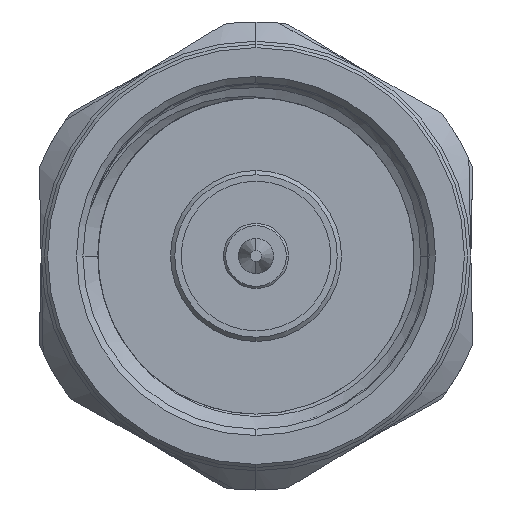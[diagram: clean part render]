
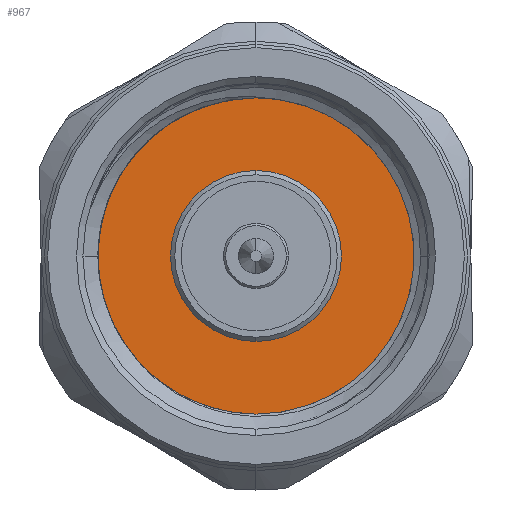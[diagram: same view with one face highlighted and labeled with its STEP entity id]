
A CAD part, left-side view. The second image highlights one B-rep face of the part: STEP entity #967.
In plain terms, the highlighted face is planar.
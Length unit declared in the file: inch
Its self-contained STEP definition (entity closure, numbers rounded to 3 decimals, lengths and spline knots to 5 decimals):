
#415 = DIRECTION ( 'NONE',  ( 0., 1., 0. ) ) ;
#481 = CARTESIAN_POINT ( 'NONE',  ( 0., -0.36417, 0. ) ) ;
#502 = AXIS2_PLACEMENT_3D ( 'NONE', #3214, #415, #3880 ) ;
#749 = ORIENTED_EDGE ( 'NONE', *, *, #2203, .F. ) ;
#811 = VERTEX_POINT ( 'NONE', #3063 ) ;
#888 = DIRECTION ( 'NONE',  ( 0., -1., 0. ) ) ;
#967 = ADVANCED_FACE ( 'NONE', ( #1586, #3483 ), #3139, .T. ) ;
#989 = CARTESIAN_POINT ( 'NONE',  ( 0., -0.36417, 0. ) ) ;
#1071 = AXIS2_PLACEMENT_3D ( 'NONE', #989, #1829, #3385 ) ;
#1155 = CIRCLE ( 'NONE', #1071, 0.30315 ) ;
#1197 = CARTESIAN_POINT ( 'NONE',  ( 0., -0.36417, -0.30315 ) ) ;
#1240 = CIRCLE ( 'NONE', #5146, 0.15748 ) ;
#1330 = AXIS2_PLACEMENT_3D ( 'NONE', #3269, #888, #2490 ) ;
#1368 = DIRECTION ( 'NONE',  ( 0., 0., -1. ) ) ;
#1471 = EDGE_LOOP ( 'NONE', ( #749, #1890 ) ) ;
#1488 = CIRCLE ( 'NONE', #1330, 0.30315 ) ;
#1586 = FACE_OUTER_BOUND ( 'NONE', #1471, .T. ) ;
#1829 = DIRECTION ( 'NONE',  ( 0., -1., 0. ) ) ;
#1849 = EDGE_CURVE ( 'NONE', #811, #2208, #1240, .T. ) ;
#1890 = ORIENTED_EDGE ( 'NONE', *, *, #2309, .F. ) ;
#2138 = CARTESIAN_POINT ( 'NONE',  ( 0., -0.36417, -0.15748 ) ) ;
#2203 = EDGE_CURVE ( 'NONE', #5111, #4830, #1488, .T. ) ;
#2208 = VERTEX_POINT ( 'NONE', #2138 ) ;
#2309 = EDGE_CURVE ( 'NONE', #4830, #5111, #1155, .T. ) ;
#2490 = DIRECTION ( 'NONE',  ( 0., 0., -1. ) ) ;
#2967 = EDGE_CURVE ( 'NONE', #2208, #811, #4744, .T. ) ;
#3063 = CARTESIAN_POINT ( 'NONE',  ( 0., -0.36417, 0.15748 ) ) ;
#3139 = PLANE ( 'NONE',  #502 ) ;
#3214 = CARTESIAN_POINT ( 'NONE',  ( 0., -0.36417, 0. ) ) ;
#3269 = CARTESIAN_POINT ( 'NONE',  ( 0., -0.36417, 0. ) ) ;
#3326 = CARTESIAN_POINT ( 'NONE',  ( 0., -0.36417, 0. ) ) ;
#3385 = DIRECTION ( 'NONE',  ( 0., 0., -1. ) ) ;
#3483 = FACE_BOUND ( 'NONE', #4188, .T. ) ;
#3496 = ORIENTED_EDGE ( 'NONE', *, *, #1849, .T. ) ;
#3770 = DIRECTION ( 'NONE',  ( 0., -1., 0. ) ) ;
#3854 = ORIENTED_EDGE ( 'NONE', *, *, #2967, .T. ) ;
#3880 = DIRECTION ( 'NONE',  ( 1., 0., 0. ) ) ;
#3934 = CARTESIAN_POINT ( 'NONE',  ( 0., -0.36417, 0.30315 ) ) ;
#4052 = DIRECTION ( 'NONE',  ( 0., -1., 0. ) ) ;
#4161 = DIRECTION ( 'NONE',  ( 0., 0., -1. ) ) ;
#4188 = EDGE_LOOP ( 'NONE', ( #3854, #3496 ) ) ;
#4665 = AXIS2_PLACEMENT_3D ( 'NONE', #481, #4052, #1368 ) ;
#4744 = CIRCLE ( 'NONE', #4665, 0.15748 ) ;
#4830 = VERTEX_POINT ( 'NONE', #3934 ) ;
#5111 = VERTEX_POINT ( 'NONE', #1197 ) ;
#5146 = AXIS2_PLACEMENT_3D ( 'NONE', #3326, #3770, #4161 ) ;
